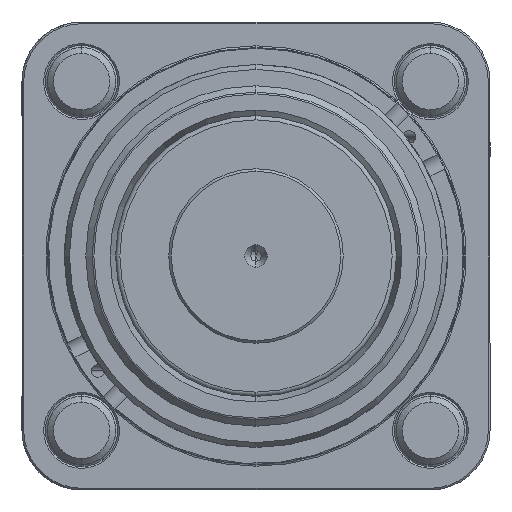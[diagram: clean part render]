
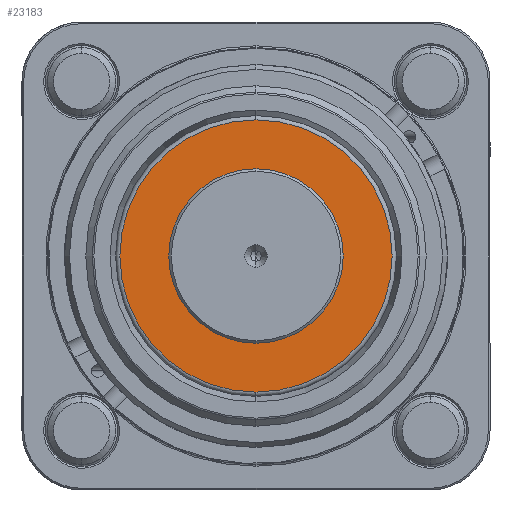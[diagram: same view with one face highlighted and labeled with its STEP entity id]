
A CAD part, front view. The second image highlights one B-rep face of the part: STEP entity #23183.
In plain terms, the highlighted planar face has unit normal (0, -1, 0).
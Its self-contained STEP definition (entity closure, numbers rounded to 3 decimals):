
#204 = DIRECTION ( 'NONE',  ( 0., 0., -1. ) ) ;
#344 = PLANE ( 'NONE',  #787 ) ;
#787 = AXIS2_PLACEMENT_3D ( 'NONE', #15378, #26241, #204 ) ;
#815 = ORIENTED_EDGE ( 'NONE', *, *, #4800, .T. ) ;
#2360 = CARTESIAN_POINT ( 'NONE',  ( 0., -40.5, 10.25 ) ) ;
#2521 = EDGE_LOOP ( 'NONE', ( #7680, #14940 ) ) ;
#2747 = DIRECTION ( 'NONE',  ( 0., -1., 0. ) ) ;
#4800 = EDGE_CURVE ( 'NONE', #14389, #23953, #10056, .T. ) ;
#6098 = CARTESIAN_POINT ( 'NONE',  ( 0., -40.5, 0. ) ) ;
#6943 = VERTEX_POINT ( 'NONE', #2360 ) ;
#7680 = ORIENTED_EDGE ( 'NONE', *, *, #20970, .F. ) ;
#7863 = CIRCLE ( 'NONE', #12850, 10.25 ) ;
#8723 = CIRCLE ( 'NONE', #24548, 16. ) ;
#10056 = CIRCLE ( 'NONE', #24958, 16. ) ;
#10612 = CARTESIAN_POINT ( 'NONE',  ( 0., -40.5, 16. ) ) ;
#12386 = EDGE_LOOP ( 'NONE', ( #19717, #815 ) ) ;
#12850 = AXIS2_PLACEMENT_3D ( 'NONE', #25153, #24873, #25018 ) ;
#13119 = DIRECTION ( 'NONE',  ( 0., 0., 1. ) ) ;
#14389 = VERTEX_POINT ( 'NONE', #18594 ) ;
#14746 = DIRECTION ( 'NONE',  ( 0., -1., 0. ) ) ;
#14940 = ORIENTED_EDGE ( 'NONE', *, *, #18874, .F. ) ;
#15378 = CARTESIAN_POINT ( 'NONE',  ( -16., -40.5, 0. ) ) ;
#15960 = CIRCLE ( 'NONE', #21853, 10.25 ) ;
#18102 = EDGE_CURVE ( 'NONE', #23953, #14389, #8723, .T. ) ;
#18594 = CARTESIAN_POINT ( 'NONE',  ( 0., -40.5, -16. ) ) ;
#18874 = EDGE_CURVE ( 'NONE', #6943, #23535, #7863, .T. ) ;
#19271 = DIRECTION ( 'NONE',  ( 0., 0., 1. ) ) ;
#19490 = CARTESIAN_POINT ( 'NONE',  ( 0., -40.5, 0. ) ) ;
#19717 = ORIENTED_EDGE ( 'NONE', *, *, #18102, .T. ) ;
#20668 = CARTESIAN_POINT ( 'NONE',  ( 0., -40.5, 0. ) ) ;
#20970 = EDGE_CURVE ( 'NONE', #23535, #6943, #15960, .T. ) ;
#21853 = AXIS2_PLACEMENT_3D ( 'NONE', #6098, #14746, #19271 ) ;
#23183 = ADVANCED_FACE ( 'NONE', ( #26103, #26389 ), #344, .F. ) ;
#23535 = VERTEX_POINT ( 'NONE', #27513 ) ;
#23953 = VERTEX_POINT ( 'NONE', #10612 ) ;
#24548 = AXIS2_PLACEMENT_3D ( 'NONE', #19490, #2747, #13119 ) ;
#24873 = DIRECTION ( 'NONE',  ( 0., -1., 0. ) ) ;
#24958 = AXIS2_PLACEMENT_3D ( 'NONE', #20668, #27302, #27014 ) ;
#25018 = DIRECTION ( 'NONE',  ( 0., 0., 1. ) ) ;
#25153 = CARTESIAN_POINT ( 'NONE',  ( 0., -40.5, 0. ) ) ;
#26103 = FACE_BOUND ( 'NONE', #2521, .T. ) ;
#26241 = DIRECTION ( 'NONE',  ( 0., 1., 0. ) ) ;
#26389 = FACE_OUTER_BOUND ( 'NONE', #12386, .T. ) ;
#27014 = DIRECTION ( 'NONE',  ( 0., 0., 1. ) ) ;
#27302 = DIRECTION ( 'NONE',  ( 0., -1., 0. ) ) ;
#27513 = CARTESIAN_POINT ( 'NONE',  ( 0., -40.5, -10.25 ) ) ;
